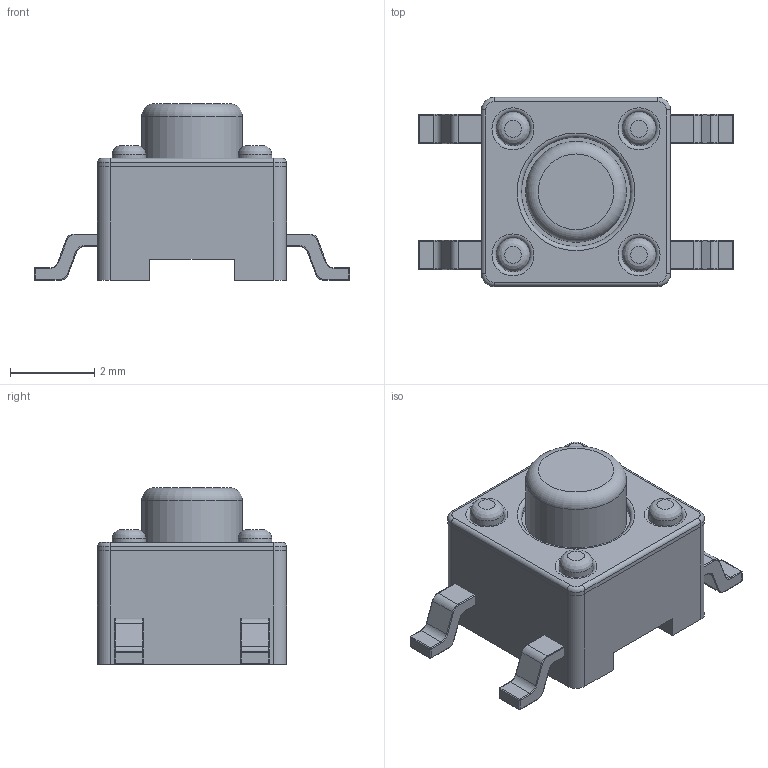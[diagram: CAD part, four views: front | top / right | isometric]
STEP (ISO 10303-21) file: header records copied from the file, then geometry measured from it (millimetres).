
FILE_DESCRIPTION(/* description */ (''),/* implementation_level */ '2;1');
FILE_NAME(/* name */ 'Tact Switch 4.5mm SMT.step',/* time_stamp */ '2019-07-21T10:20:45+10:00',/* author */ (''),/* organization */ (''),/* preprocessor_version */ 'ST-DEVELOPER v18',/* originating_system */ 'Autodesk Translation Framework v8.2.0.1029',/* authorisation */ '');
FILE_SCHEMA (('AUTOMOTIVE_DESIGN { 1 0 10303 214 3 1 1 }'));
Length unit declared in the file: millimetre
Products named in the file (2): Tact Switch 4.5mm SMT; Tact Switch
Assembly tree (1 placements, depth 2):
  Tact Switch 4.5mm SMT
    Tact Switch
Bounding box: 7.5 x 4.5 x 4.2 mm (x, y, z)
Volume: 62 mm3; surface area: 158.6 mm2
Topology: 10 solids, 10 shells, 229 faces, 504 edges, 296 vertices
Faces by surface type: cylinder 102, plane 65, torus 42, sphere 16, bspline 4
Full cylindrical faces by diameter (mm): 0.8 x8, 2.4 x1, 2.6 x1
Entity records: 6441 total; most frequent: DIRECTION 1230, CARTESIAN_POINT 1136, ORIENTED_EDGE 1008, EDGE_CURVE 504, AXIS2_PLACEMENT_3D 498, VERTEX_POINT 296, CIRCLE 270, EDGE_LOOP 240
